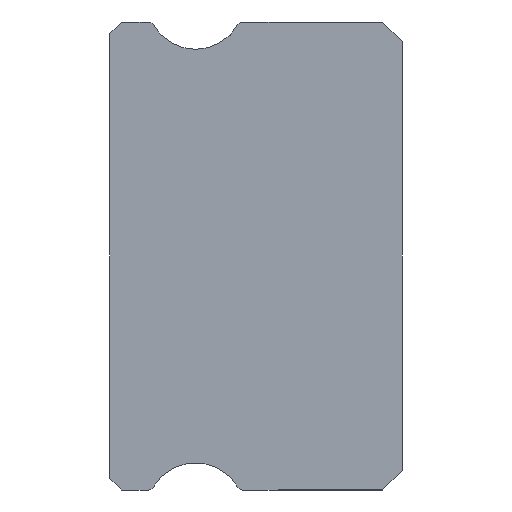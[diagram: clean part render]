
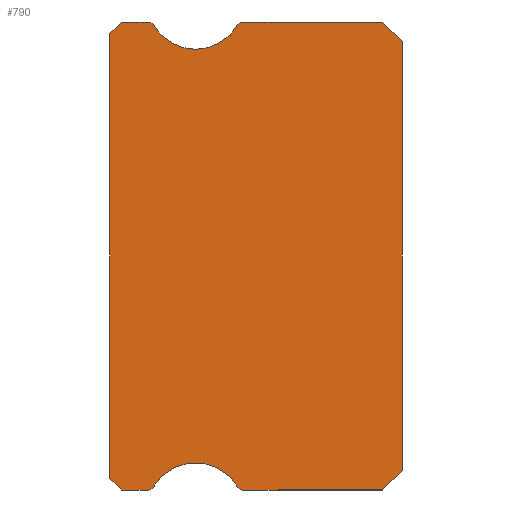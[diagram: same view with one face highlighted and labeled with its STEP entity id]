
A CAD part, left-side view. The second image highlights one B-rep face of the part: STEP entity #790.
In plain terms, the highlighted planar face has unit normal (-1, 0, 0).
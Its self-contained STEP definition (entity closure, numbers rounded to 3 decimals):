
#29 = LINE ( 'NONE', #3878, #5647 ) ;
#38 = CARTESIAN_POINT ( 'NONE',  ( -12.5, 0., -5.5 ) ) ;
#68 = EDGE_CURVE ( 'NONE', #4764, #964, #5926, .T. ) ;
#77 = CIRCLE ( 'NONE', #3566, 1.25 ) ;
#232 = CARTESIAN_POINT ( 'NONE',  ( -12.5, 6.512, 5.85 ) ) ;
#257 = CARTESIAN_POINT ( 'NONE',  ( -12.5, 0., 5.5 ) ) ;
#336 = ORIENTED_EDGE ( 'NONE', *, *, #68, .F. ) ;
#337 = EDGE_CURVE ( 'NONE', #4343, #5031, #3130, .T. ) ;
#346 = VECTOR ( 'NONE', #888, 1000. ) ;
#402 = ORIENTED_EDGE ( 'NONE', *, *, #5379, .T. ) ;
#475 = DIRECTION ( 'NONE',  ( 1., 0., 0. ) ) ;
#479 = CARTESIAN_POINT ( 'NONE',  ( -12.5, 6.512, 6. ) ) ;
#490 = EDGE_CURVE ( 'NONE', #4358, #973, #5239, .T. ) ;
#527 = AXIS2_PLACEMENT_3D ( 'NONE', #232, #6831, #3018 ) ;
#565 = AXIS2_PLACEMENT_3D ( 'NONE', #5781, #5748, #5280 ) ;
#733 = LINE ( 'NONE', #2935, #5121 ) ;
#788 = DIRECTION ( 'NONE',  ( 0., 0., -1. ) ) ;
#790 = ADVANCED_FACE ( 'NONE', ( #5828 ), #3562, .F. ) ;
#816 = DIRECTION ( 'NONE',  ( 0., 0.707, -0.707 ) ) ;
#888 = DIRECTION ( 'NONE',  ( 0., 0., 1. ) ) ;
#921 = CARTESIAN_POINT ( 'NONE',  ( -12.5, 0.5, -6. ) ) ;
#964 = VERTEX_POINT ( 'NONE', #2618 ) ;
#973 = VERTEX_POINT ( 'NONE', #4338 ) ;
#997 = VERTEX_POINT ( 'NONE', #1586 ) ;
#1039 = VECTOR ( 'NONE', #6700, 1000. ) ;
#1063 = DIRECTION ( 'NONE',  ( 0., -1., 0. ) ) ;
#1156 = AXIS2_PLACEMENT_3D ( 'NONE', #2949, #1836, #5138 ) ;
#1217 = EDGE_CURVE ( 'NONE', #3484, #6349, #733, .T. ) ;
#1231 = LINE ( 'NONE', #6192, #4463 ) ;
#1234 = EDGE_CURVE ( 'NONE', #5782, #5436, #5202, .T. ) ;
#1293 = ORIENTED_EDGE ( 'NONE', *, *, #1234, .T. ) ;
#1322 = CARTESIAN_POINT ( 'NONE',  ( -12.5, 5.3, 6.55 ) ) ;
#1400 = ORIENTED_EDGE ( 'NONE', *, *, #1979, .F. ) ;
#1432 = CARTESIAN_POINT ( 'NONE',  ( -12.5, 0., -5.5 ) ) ;
#1509 = CARTESIAN_POINT ( 'NONE',  ( -12.5, 7.5, 5.7 ) ) ;
#1584 = CARTESIAN_POINT ( 'NONE',  ( -12.5, 6.512, -6. ) ) ;
#1586 = CARTESIAN_POINT ( 'NONE',  ( -12.5, 7.5, -5.7 ) ) ;
#1836 = DIRECTION ( 'NONE',  ( 1., 0., 0. ) ) ;
#1979 = EDGE_CURVE ( 'NONE', #3703, #4764, #2759, .T. ) ;
#2040 = EDGE_CURVE ( 'NONE', #5782, #3459, #2500, .T. ) ;
#2066 = CARTESIAN_POINT ( 'NONE',  ( -12.5, 7.2, -6. ) ) ;
#2081 = AXIS2_PLACEMENT_3D ( 'NONE', #7039, #475, #6498 ) ;
#2163 = VERTEX_POINT ( 'NONE', #3696 ) ;
#2365 = DIRECTION ( 'NONE',  ( 0., 0., -1. ) ) ;
#2385 = EDGE_LOOP ( 'NONE', ( #6394, #2429, #402, #2975, #5875, #4826, #3151, #5611, #6179, #1293, #4664, #3885, #336, #1400, #5253, #3280, #3775 ) ) ;
#2429 = ORIENTED_EDGE ( 'NONE', *, *, #2776, .F. ) ;
#2475 = CARTESIAN_POINT ( 'NONE',  ( -12.5, 7.5, 5.85 ) ) ;
#2500 = LINE ( 'NONE', #1432, #6549 ) ;
#2529 = CARTESIAN_POINT ( 'NONE',  ( -12.5, 5.3, 5.3 ) ) ;
#2569 = DIRECTION ( 'NONE',  ( 1., 0., 0. ) ) ;
#2614 = EDGE_CURVE ( 'NONE', #3137, #5031, #4945, .T. ) ;
#2618 = CARTESIAN_POINT ( 'NONE',  ( -12.5, 4.088, 6. ) ) ;
#2720 = AXIS2_PLACEMENT_3D ( 'NONE', #4154, #2569, #3545 ) ;
#2759 = CIRCLE ( 'NONE', #565, 1.25 ) ;
#2776 = EDGE_CURVE ( 'NONE', #997, #4245, #6365, .T. ) ;
#2933 = VECTOR ( 'NONE', #5328, 1000. ) ;
#2935 = CARTESIAN_POINT ( 'NONE',  ( -12.5, 7.2, 6. ) ) ;
#2943 = CARTESIAN_POINT ( 'NONE',  ( -12.5, 7.2, 6. ) ) ;
#2949 = CARTESIAN_POINT ( 'NONE',  ( -12.5, 6.512, -5.85 ) ) ;
#2975 = ORIENTED_EDGE ( 'NONE', *, *, #337, .T. ) ;
#3018 = DIRECTION ( 'NONE',  ( 0., 0., -1. ) ) ;
#3069 = VECTOR ( 'NONE', #4120, 1000. ) ;
#3112 = VECTOR ( 'NONE', #1063, 1000. ) ;
#3130 = LINE ( 'NONE', #5180, #2933 ) ;
#3137 = VERTEX_POINT ( 'NONE', #4656 ) ;
#3151 = ORIENTED_EDGE ( 'NONE', *, *, #490, .F. ) ;
#3280 = ORIENTED_EDGE ( 'NONE', *, *, #4748, .F. ) ;
#3303 = DIRECTION ( 'NONE',  ( 0., 1., 0. ) ) ;
#3343 = AXIS2_PLACEMENT_3D ( 'NONE', #1322, #4617, #788 ) ;
#3459 = VERTEX_POINT ( 'NONE', #921 ) ;
#3484 = VERTEX_POINT ( 'NONE', #4739 ) ;
#3545 = DIRECTION ( 'NONE',  ( 0., 0., -1. ) ) ;
#3562 = PLANE ( 'NONE',  #527 ) ;
#3566 = AXIS2_PLACEMENT_3D ( 'NONE', #5173, #5644, #2365 ) ;
#3696 = CARTESIAN_POINT ( 'NONE',  ( -12.5, 0.5, 6. ) ) ;
#3703 = VERTEX_POINT ( 'NONE', #2529 ) ;
#3715 = VERTEX_POINT ( 'NONE', #6413 ) ;
#3775 = ORIENTED_EDGE ( 'NONE', *, *, #1217, .T. ) ;
#3830 = DIRECTION ( 'NONE',  ( 0., -0.707, -0.707 ) ) ;
#3878 = CARTESIAN_POINT ( 'NONE',  ( -12.5, 6.512, -6. ) ) ;
#3885 = ORIENTED_EDGE ( 'NONE', *, *, #5310, .F. ) ;
#3887 = CARTESIAN_POINT ( 'NONE',  ( -12.5, 0.5, 6. ) ) ;
#3908 = DIRECTION ( 'NONE',  ( 0., 0., -1. ) ) ;
#4034 = CARTESIAN_POINT ( 'NONE',  ( -12.5, 0., 5.5 ) ) ;
#4120 = DIRECTION ( 'NONE',  ( 0., 0., 1. ) ) ;
#4154 = CARTESIAN_POINT ( 'NONE',  ( -12.5, 4.088, -5.85 ) ) ;
#4245 = VERTEX_POINT ( 'NONE', #1509 ) ;
#4338 = CARTESIAN_POINT ( 'NONE',  ( -12.5, 4.217, -5.925 ) ) ;
#4343 = VERTEX_POINT ( 'NONE', #2066 ) ;
#4358 = VERTEX_POINT ( 'NONE', #7035 ) ;
#4369 = CARTESIAN_POINT ( 'NONE',  ( -12.5, 7.2, -6. ) ) ;
#4435 = CARTESIAN_POINT ( 'NONE',  ( -12.5, 4.088, 5.85 ) ) ;
#4463 = VECTOR ( 'NONE', #5738, 1000. ) ;
#4617 = DIRECTION ( 'NONE',  ( -1., 0., 0. ) ) ;
#4656 = CARTESIAN_POINT ( 'NONE',  ( -12.5, 6.383, -5.925 ) ) ;
#4664 = ORIENTED_EDGE ( 'NONE', *, *, #6270, .F. ) ;
#4739 = CARTESIAN_POINT ( 'NONE',  ( -12.5, 6.512, 6. ) ) ;
#4748 = EDGE_CURVE ( 'NONE', #3484, #3715, #6786, .T. ) ;
#4764 = VERTEX_POINT ( 'NONE', #5457 ) ;
#4826 = ORIENTED_EDGE ( 'NONE', *, *, #5922, .F. ) ;
#4945 = CIRCLE ( 'NONE', #1156, 0.15 ) ;
#5031 = VERTEX_POINT ( 'NONE', #1584 ) ;
#5040 = EDGE_CURVE ( 'NONE', #3459, #4358, #29, .T. ) ;
#5121 = VECTOR ( 'NONE', #6233, 1000. ) ;
#5138 = DIRECTION ( 'NONE',  ( 0., 0., -1. ) ) ;
#5173 = CARTESIAN_POINT ( 'NONE',  ( -12.5, 5.3, -6.55 ) ) ;
#5180 = CARTESIAN_POINT ( 'NONE',  ( -12.5, 6.512, -6. ) ) ;
#5202 = LINE ( 'NONE', #257, #3069 ) ;
#5239 = CIRCLE ( 'NONE', #2720, 0.15 ) ;
#5253 = ORIENTED_EDGE ( 'NONE', *, *, #5509, .F. ) ;
#5280 = DIRECTION ( 'NONE',  ( 0., 0., -1. ) ) ;
#5310 = EDGE_CURVE ( 'NONE', #964, #2163, #5921, .T. ) ;
#5328 = DIRECTION ( 'NONE',  ( 0., -1., 0. ) ) ;
#5379 = EDGE_CURVE ( 'NONE', #997, #4343, #6532, .T. ) ;
#5436 = VERTEX_POINT ( 'NONE', #4034 ) ;
#5457 = CARTESIAN_POINT ( 'NONE',  ( -12.5, 4.217, 5.925 ) ) ;
#5509 = EDGE_CURVE ( 'NONE', #3715, #3703, #6789, .T. ) ;
#5579 = AXIS2_PLACEMENT_3D ( 'NONE', #4435, #6645, #3908 ) ;
#5611 = ORIENTED_EDGE ( 'NONE', *, *, #5040, .F. ) ;
#5644 = DIRECTION ( 'NONE',  ( -1., 0., 0. ) ) ;
#5647 = VECTOR ( 'NONE', #3303, 1000. ) ;
#5738 = DIRECTION ( 'NONE',  ( 0., 0.707, -0.707 ) ) ;
#5748 = DIRECTION ( 'NONE',  ( -1., 0., 0. ) ) ;
#5781 = CARTESIAN_POINT ( 'NONE',  ( -12.5, 5.3, 6.55 ) ) ;
#5782 = VERTEX_POINT ( 'NONE', #38 ) ;
#5828 = FACE_OUTER_BOUND ( 'NONE', #2385, .T. ) ;
#5875 = ORIENTED_EDGE ( 'NONE', *, *, #2614, .F. ) ;
#5921 = LINE ( 'NONE', #479, #3112 ) ;
#5922 = EDGE_CURVE ( 'NONE', #973, #3137, #77, .T. ) ;
#5926 = CIRCLE ( 'NONE', #5579, 0.15 ) ;
#6179 = ORIENTED_EDGE ( 'NONE', *, *, #2040, .F. ) ;
#6192 = CARTESIAN_POINT ( 'NONE',  ( -12.5, 7.5, 5.7 ) ) ;
#6233 = DIRECTION ( 'NONE',  ( 0., 1., 0. ) ) ;
#6270 = EDGE_CURVE ( 'NONE', #2163, #5436, #7091, .T. ) ;
#6349 = VERTEX_POINT ( 'NONE', #2943 ) ;
#6365 = LINE ( 'NONE', #2475, #346 ) ;
#6394 = ORIENTED_EDGE ( 'NONE', *, *, #6472, .T. ) ;
#6413 = CARTESIAN_POINT ( 'NONE',  ( -12.5, 6.383, 5.925 ) ) ;
#6472 = EDGE_CURVE ( 'NONE', #6349, #4245, #1231, .T. ) ;
#6498 = DIRECTION ( 'NONE',  ( 0., 0., -1. ) ) ;
#6532 = LINE ( 'NONE', #4369, #1039 ) ;
#6549 = VECTOR ( 'NONE', #816, 1000. ) ;
#6645 = DIRECTION ( 'NONE',  ( 1., 0., 0. ) ) ;
#6655 = VECTOR ( 'NONE', #3830, 1000. ) ;
#6700 = DIRECTION ( 'NONE',  ( 0., -0.707, -0.707 ) ) ;
#6786 = CIRCLE ( 'NONE', #2081, 0.15 ) ;
#6789 = CIRCLE ( 'NONE', #3343, 1.25 ) ;
#6831 = DIRECTION ( 'NONE',  ( 1., 0., 0. ) ) ;
#7035 = CARTESIAN_POINT ( 'NONE',  ( -12.5, 4.088, -6. ) ) ;
#7039 = CARTESIAN_POINT ( 'NONE',  ( -12.5, 6.512, 5.85 ) ) ;
#7091 = LINE ( 'NONE', #3887, #6655 ) ;
